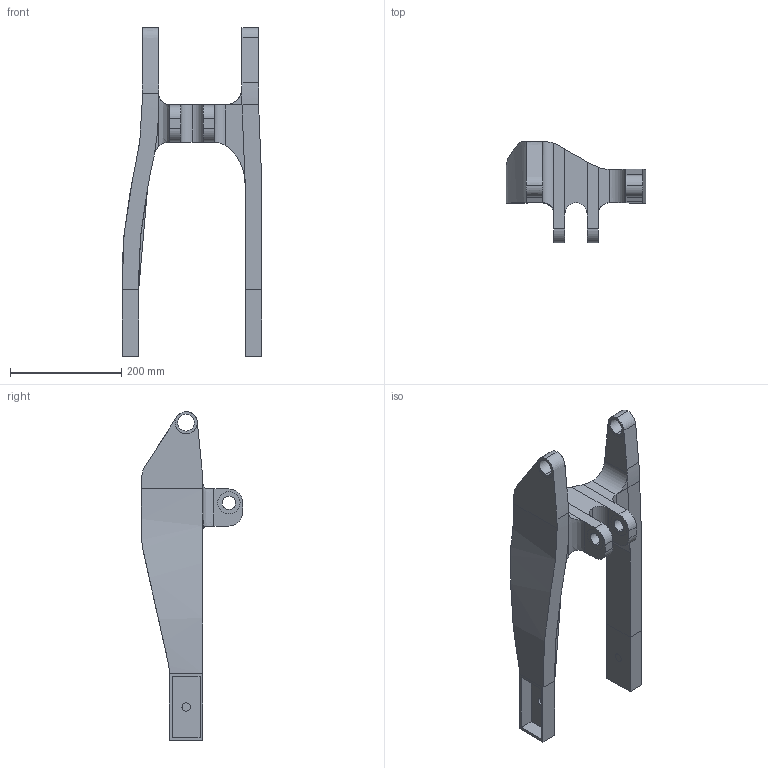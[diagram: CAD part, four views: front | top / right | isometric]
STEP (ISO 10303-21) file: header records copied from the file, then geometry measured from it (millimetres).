
FILE_DESCRIPTION (( 'STEP AP214' ), '1' );
FILE_NAME ('ver_4.2.STEP', '2020-08-22T08:23:13', ( '' ), ( '' ), 'SwSTEP 2.0', 'SolidWorks 2020', '' );
FILE_SCHEMA (( 'AUTOMOTIVE_DESIGN' ));
Length unit declared in the file: millimetre
Products named in the file (1): ver_4.2
Bounding box: 252 x 182.93 x 592 mm (x, y, z)
Surface area: 364857.7 mm2 (no closed solid volume)
Topology: 0 solids, 7 shells, 114 faces, 284 edges, 180 vertices
Faces by surface type: plane 58, cylinder 33, bspline 23
Entity records: 14795 total; most frequent: CARTESIAN_POINT 11920, ORIENTED_EDGE 542, DIRECTION 475, EDGE_CURVE 284, VERTEX_POINT 180, AXIS2_PLACEMENT_3D 164, VECTOR 147, LINE 147
